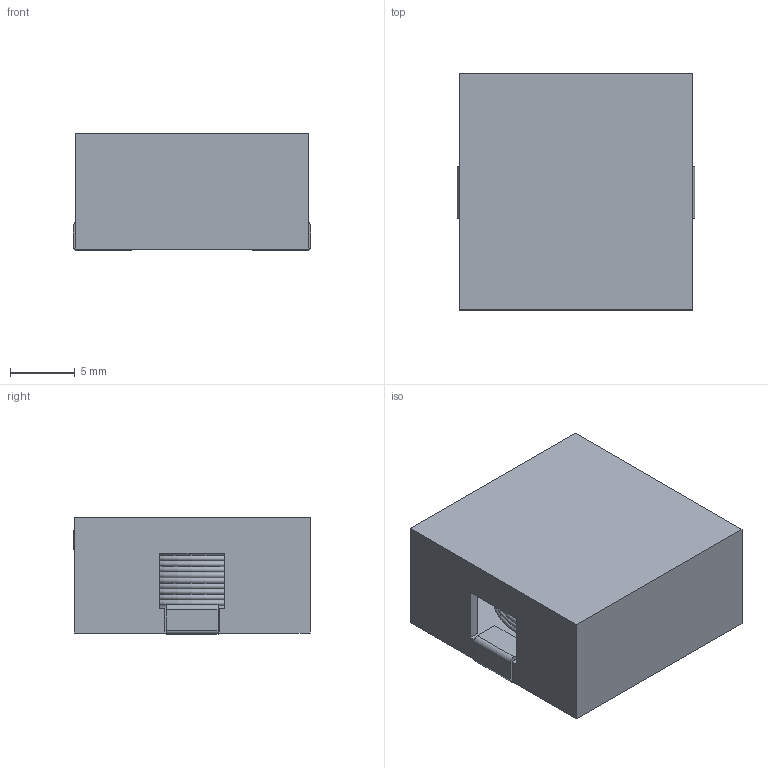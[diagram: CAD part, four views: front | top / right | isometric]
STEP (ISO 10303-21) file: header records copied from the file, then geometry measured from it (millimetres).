
FILE_DESCRIPTION (( 'STEP AP214' ), '1' );
FILE_NAME ('YSFB1890.STEP', '2024-02-27T10:07:43', ( '' ), ( '' ), 'SwSTEP 2.0', 'SolidWorks 2022', '' );
FILE_SCHEMA (( 'AUTOMOTIVE_DESIGN' ));
Length unit declared in the file: millimetre
Products named in the file (3): YSFB1890; SOLID^IND-SMD_L18.3-W18.2_U1_3D_PCB1_2024-02-27(2)_3D_PCB1_2024-02-27; IND-SMD_L18.3-W18.2^U1_3D_PCB1_2024-02-27(2)_3D_PCB1_2024-02-27
Assembly tree (2 placements, depth 3):
  YSFB1890
    IND-SMD_L18.3-W18.2^U1_3D_PCB1_2024-02-27(2)_3D_PCB1_2024-02-27
      SOLID^IND-SMD_L18.3-W18.2_U1_3D_PCB1_2024-02-27(2)_3D_PCB1_2024-02-27
Bounding box: 18.3 x 18.21 x 9.01 mm (x, y, z)
Volume: 2006.2 mm3; surface area: 2750.8 mm2
Topology: 1 solids, 1 shells, 385 faces, 1025 edges, 666 vertices
Faces by surface type: plane 215, bspline 112, cylinder 32, torus 26
Entity records: 13145 total; most frequent: CARTESIAN_POINT 4186, ORIENTED_EDGE 2050, DIRECTION 1445, EDGE_CURVE 1025, VECTOR 707, LINE 707, VERTEX_POINT 666, EDGE_LOOP 413
